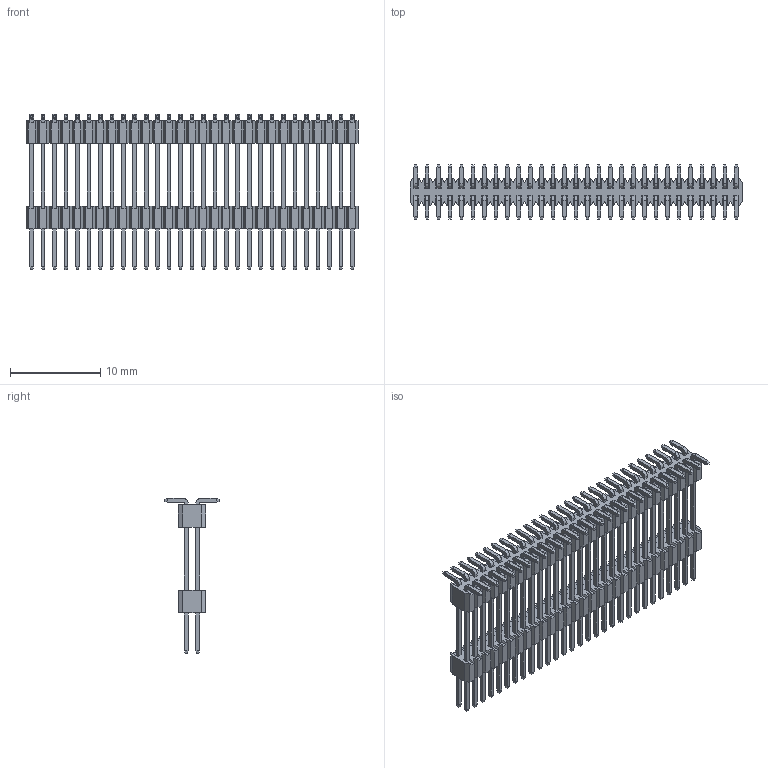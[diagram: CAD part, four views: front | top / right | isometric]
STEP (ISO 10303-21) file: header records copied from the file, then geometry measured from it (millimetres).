
FILE_DESCRIPTION (( 'STEP AP214' ), '1' );
FILE_NAME ('FPH12748-D58S1014131119M-REF.STEP', '2025-09-25T03:20:00', ( '' ), ( '' ), 'SwSTEP 2.0', 'SolidWorks 2021', '' );
FILE_SCHEMA (( 'AUTOMOTIVE_DESIGN' ));
Length unit declared in the file: millimetre
Products named in the file (1): FPH12748-D58S1014131119M-REF
Bounding box: 36.83 x 6 x 17.2 mm (x, y, z)
Volume: 637.9 mm3; surface area: 2310.5 mm2
Topology: 1 solids, 1 shells, 2444 faces, 6392 edges, 3952 vertices
Faces by surface type: plane 2328, cylinder 116
Entity records: 72706 total; most frequent: CARTESIAN_POINT 12789, ORIENTED_EDGE 12784, DIRECTION 11514, EDGE_CURVE 6392, VECTOR 6160, LINE 6160, VERTEX_POINT 3952, AXIS2_PLACEMENT_3D 2677
